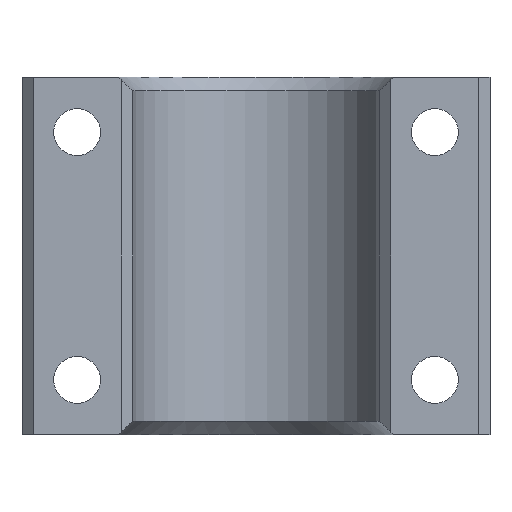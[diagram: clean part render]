
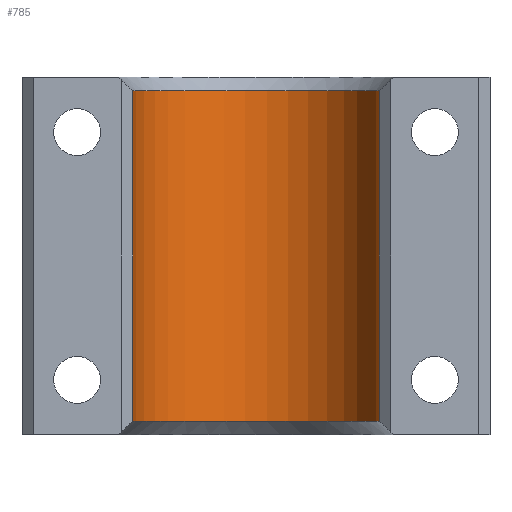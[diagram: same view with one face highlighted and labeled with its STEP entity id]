
A CAD part, front view. The second image highlights one B-rep face of the part: STEP entity #785.
In plain terms, the highlighted cylindrical face has radius 9 mm (diameter 18 mm), a partial arc.
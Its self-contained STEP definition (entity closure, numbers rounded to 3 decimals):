
#486 = VERTEX_POINT('',#487);
#487 = CARTESIAN_POINT('',(-8.964,111.603,-21.5));
#494 = EDGE_CURVE('',#486,#495,#497,.T.);
#495 = VERTEX_POINT('',#496);
#496 = CARTESIAN_POINT('',(8.964,111.603,-21.5));
#497 = CIRCLE('',#498,9.);
#498 = AXIS2_PLACEMENT_3D('',#499,#500,#501);
#499 = CARTESIAN_POINT('',(0.,110.803,-21.5));
#500 = DIRECTION('',(0.,0.,-1.));
#501 = DIRECTION('',(-1.,0.,0.));
#720 = EDGE_CURVE('',#495,#721,#723,.T.);
#721 = VERTEX_POINT('',#722);
#722 = CARTESIAN_POINT('',(8.964,111.603,2.5));
#723 = LINE('',#724,#725);
#724 = CARTESIAN_POINT('',(8.964,111.603,-21.5));
#725 = VECTOR('',#726,1.);
#726 = DIRECTION('',(0.,0.,1.));
#746 = VERTEX_POINT('',#747);
#747 = CARTESIAN_POINT('',(-8.964,111.603,2.5));
#754 = EDGE_CURVE('',#746,#721,#755,.T.);
#755 = CIRCLE('',#756,9.);
#756 = AXIS2_PLACEMENT_3D('',#757,#758,#759);
#757 = CARTESIAN_POINT('',(0.,110.803,2.5));
#758 = DIRECTION('',(0.,0.,-1.));
#759 = DIRECTION('',(-1.,0.,0.));
#775 = EDGE_CURVE('',#486,#746,#776,.T.);
#776 = LINE('',#777,#778);
#777 = CARTESIAN_POINT('',(-8.964,111.603,-21.5));
#778 = VECTOR('',#779,1.);
#779 = DIRECTION('',(0.,0.,1.));
#785 = ADVANCED_FACE('',(#786),#792,.F.);
#786 = FACE_BOUND('',#787,.F.);
#787 = EDGE_LOOP('',(#788,#789,#790,#791));
#788 = ORIENTED_EDGE('',*,*,#494,.F.);
#789 = ORIENTED_EDGE('',*,*,#775,.T.);
#790 = ORIENTED_EDGE('',*,*,#754,.T.);
#791 = ORIENTED_EDGE('',*,*,#720,.F.);
#792 = CYLINDRICAL_SURFACE('',#793,9.);
#793 = AXIS2_PLACEMENT_3D('',#794,#795,#796);
#794 = CARTESIAN_POINT('',(0.,110.803,-22.5));
#795 = DIRECTION('',(0.,0.,-1.));
#796 = DIRECTION('',(1.,0.,0.));
